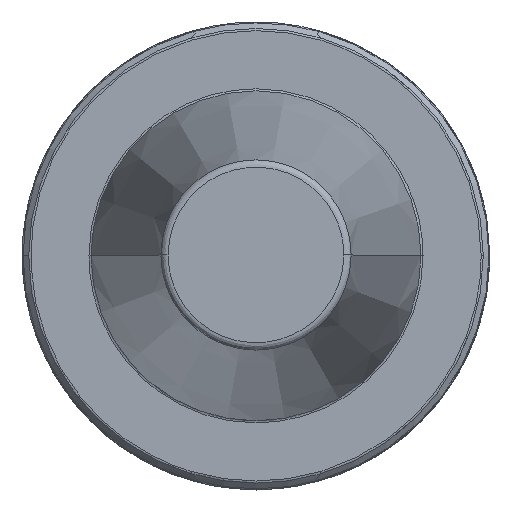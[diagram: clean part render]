
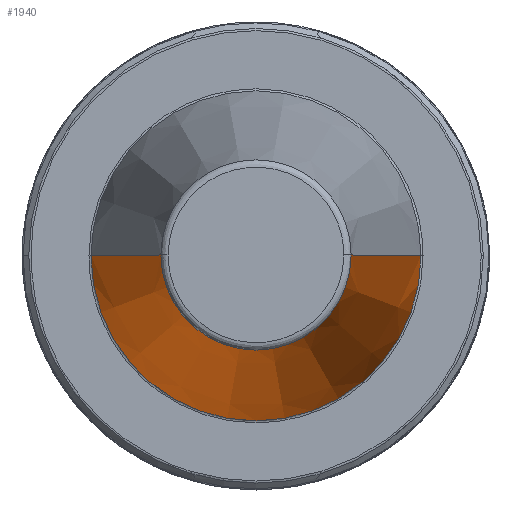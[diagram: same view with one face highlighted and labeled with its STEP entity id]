
A CAD part, top view. The second image highlights one B-rep face of the part: STEP entity #1940.
In plain terms, the highlighted conical face has half-angle 8.297 degrees and reference radius 12.812 mm.
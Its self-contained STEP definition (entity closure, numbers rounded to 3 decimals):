
#6 = LINE ( 'NONE', #2214, #2587 ) ;
#104 = ORIENTED_EDGE ( 'NONE', *, *, #667, .T. ) ;
#239 = LINE ( 'NONE', #403, #1447 ) ;
#328 = CARTESIAN_POINT ( 'NONE',  ( -22.225, 0., 0. ) ) ;
#389 = DIRECTION ( 'NONE',  ( -0.144, 0., -0.99 ) ) ;
#403 = CARTESIAN_POINT ( 'NONE',  ( -12.812, 0., 64.544 ) ) ;
#410 = VERTEX_POINT ( 'NONE', #946 ) ;
#591 = VERTEX_POINT ( 'NONE', #328 ) ;
#667 = EDGE_CURVE ( 'NONE', #3098, #591, #239, .T. ) ;
#918 = AXIS2_PLACEMENT_3D ( 'NONE', #2335, #2328, #2324 ) ;
#923 = CIRCLE ( 'NONE', #3392, 12.812 ) ;
#946 = CARTESIAN_POINT ( 'NONE',  ( 12.812, 0., 64.544 ) ) ;
#1111 = FACE_OUTER_BOUND ( 'NONE', #1347, .T. ) ;
#1132 = ORIENTED_EDGE ( 'NONE', *, *, #3245, .F. ) ;
#1347 = EDGE_LOOP ( 'NONE', ( #1132, #2338, #104, #2848 ) ) ;
#1435 = AXIS2_PLACEMENT_3D ( 'NONE', #3299, #3306, #3293 ) ;
#1447 = VECTOR ( 'NONE', #389, 1000. ) ;
#1641 = CIRCLE ( 'NONE', #918, 22.225 ) ;
#1940 = ADVANCED_FACE ( 'NONE', ( #1111 ), #2391, .T. ) ;
#2190 = DIRECTION ( 'NONE',  ( 0.144, 0., -0.99 ) ) ;
#2214 = CARTESIAN_POINT ( 'NONE',  ( 12.812, 0., 64.544 ) ) ;
#2266 = CARTESIAN_POINT ( 'NONE',  ( 22.225, 0., 0. ) ) ;
#2324 = DIRECTION ( 'NONE',  ( 1., 0., 0. ) ) ;
#2328 = DIRECTION ( 'NONE',  ( 0., 0., 1. ) ) ;
#2335 = CARTESIAN_POINT ( 'NONE',  ( 0., 0., 0. ) ) ;
#2338 = ORIENTED_EDGE ( 'NONE', *, *, #3082, .F. ) ;
#2391 = CONICAL_SURFACE ( 'NONE', #1435, 12.812, 0.145 ) ;
#2511 = CARTESIAN_POINT ( 'NONE',  ( -12.812, 0., 64.544 ) ) ;
#2545 = DIRECTION ( 'NONE',  ( -1., 0., 0. ) ) ;
#2551 = DIRECTION ( 'NONE',  ( 0., 0., 1. ) ) ;
#2559 = CARTESIAN_POINT ( 'NONE',  ( 0., 0., 64.544 ) ) ;
#2587 = VECTOR ( 'NONE', #2190, 1000. ) ;
#2848 = ORIENTED_EDGE ( 'NONE', *, *, #3159, .T. ) ;
#3082 = EDGE_CURVE ( 'NONE', #3098, #410, #923, .T. ) ;
#3098 = VERTEX_POINT ( 'NONE', #2511 ) ;
#3159 = EDGE_CURVE ( 'NONE', #591, #3235, #1641, .T. ) ;
#3235 = VERTEX_POINT ( 'NONE', #2266 ) ;
#3245 = EDGE_CURVE ( 'NONE', #410, #3235, #6, .T. ) ;
#3293 = DIRECTION ( 'NONE',  ( -1., 0., 0. ) ) ;
#3299 = CARTESIAN_POINT ( 'NONE',  ( 0., 0., 64.544 ) ) ;
#3306 = DIRECTION ( 'NONE',  ( 0., 0., -1. ) ) ;
#3392 = AXIS2_PLACEMENT_3D ( 'NONE', #2559, #2551, #2545 ) ;
